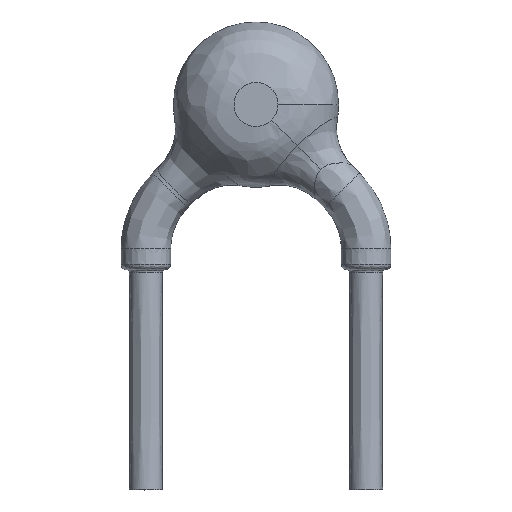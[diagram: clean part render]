
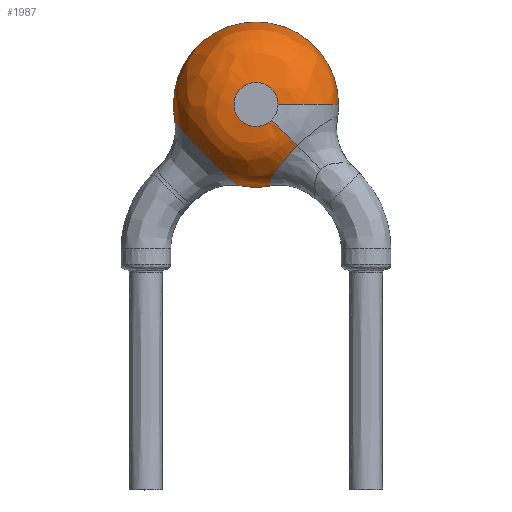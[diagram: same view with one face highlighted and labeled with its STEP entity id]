
A CAD part, top view. The second image highlights one B-rep face of the part: STEP entity #1987.
In plain terms, the highlighted free-form (B-spline) face has degree [3, 3] with [7, 4] control points.
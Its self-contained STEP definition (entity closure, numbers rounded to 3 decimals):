
#105=CARTESIAN_POINT('',(0.,3.,0.025));
#106=DIRECTION('',(0.,0.,1.));
#107=DIRECTION('',(1.,0.,0.));
#108=AXIS2_PLACEMENT_3D('',#105,#106,#107);
#151=CARTESIAN_POINT('',(-0.268,1.524,
0.025));
#156=CARTESIAN_POINT('',(0.,3.,0.025));
#157=DIRECTION('',(0.,0.,1.));
#158=DIRECTION('',(-0.179,-0.984,0.));
#159=AXIS2_PLACEMENT_3D('',#156,#157,#158);
#211=CARTESIAN_POINT('',(0.283,2.717,0.025));
#212=DIRECTION('',(0.707,0.707,0.));
#213=DIRECTION('',(0.,0.,1.));
#214=AXIS2_PLACEMENT_3D('',#211,#212,#213);
#356=CARTESIAN_POINT('',(0.752,2.248,0.902));
#357=CARTESIAN_POINT('',(0.722,2.218,0.902));
#358=CARTESIAN_POINT('',(0.665,2.159,0.898));
#359=CARTESIAN_POINT('',(0.583,2.07,0.877));
#360=CARTESIAN_POINT('',(0.51,1.984,0.844));
#361=CARTESIAN_POINT('',(0.441,1.899,0.797));
#362=CARTESIAN_POINT('',(0.379,1.815,0.733));
#363=CARTESIAN_POINT('',(0.324,1.733,0.651));
#364=CARTESIAN_POINT('',(0.284,1.665,0.557));
#365=CARTESIAN_POINT('',(0.257,1.613,0.464));
#366=CARTESIAN_POINT('',(0.243,1.576,0.374));
#367=CARTESIAN_POINT('',(0.236,1.551,0.29));
#368=CARTESIAN_POINT('',(0.237,1.534,0.213));
#369=CARTESIAN_POINT('',(0.24,1.528,0.166));
#370=CARTESIAN_POINT('',(0.243,1.526,0.143));
#375=CARTESIAN_POINT('',(0.243,1.526,0.143));
#376=CARTESIAN_POINT('',(0.244,1.525,0.131));
#377=CARTESIAN_POINT('',(0.247,1.523,0.105));
#378=CARTESIAN_POINT('',(0.253,1.522,0.066));
#379=CARTESIAN_POINT('',(0.259,1.522,0.039));
#380=CARTESIAN_POINT('',(0.262,1.523,0.025));
#385=CARTESIAN_POINT('',(-0.268,1.524,
0.025));
#386=CARTESIAN_POINT('',(-0.28,1.526,
0.072));
#387=CARTESIAN_POINT('',(-0.311,1.538,
0.163));
#388=CARTESIAN_POINT('',(-0.373,1.577,
0.288));
#389=CARTESIAN_POINT('',(-0.452,1.636,
0.402));
#390=CARTESIAN_POINT('',(-0.546,1.714,
0.497));
#391=CARTESIAN_POINT('',(-0.649,1.806,
0.569));
#392=CARTESIAN_POINT('',(-0.757,1.906,
0.617));
#393=CARTESIAN_POINT('',(-0.871,2.016,
0.641));
#394=CARTESIAN_POINT('',(-0.986,2.131,
0.641));
#395=CARTESIAN_POINT('',(-1.096,2.245,0.616));
#396=CARTESIAN_POINT('',(-1.197,2.354,0.567));
#397=CARTESIAN_POINT('',(-1.288,2.456,0.495));
#398=CARTESIAN_POINT('',(-1.366,2.55,0.399));
#399=CARTESIAN_POINT('',(-1.424,2.628,0.286));
#400=CARTESIAN_POINT('',(-1.463,2.691,0.158));
#401=CARTESIAN_POINT('',(-1.474,2.72,0.07));
#402=CARTESIAN_POINT('',(-1.476,2.732,0.025));
#407=CARTESIAN_POINT('',(0.4,3.,0.025));
#408=DIRECTION('',(0.,1.,0.));
#409=DIRECTION('',(0.,0.,1.));
#410=AXIS2_PLACEMENT_3D('',#407,#408,#409);
#415=CARTESIAN_POINT('',(0.,3.,1.125));
#416=DIRECTION('',(0.,0.,1.));
#417=DIRECTION('',(1.,0.,0.));
#418=AXIS2_PLACEMENT_3D('',#415,#416,#417);
#1267=CARTESIAN_POINT('',(0.283,2.717,1.125));
#1268=CARTESIAN_POINT('',(0.4,3.,1.125));
#1269=VERTEX_POINT('',#1267);
#1270=VERTEX_POINT('',#1268);
#1275=CARTESIAN_POINT('',(1.5,3.,0.025));
#1276=VERTEX_POINT('',#1275);
#1283=CARTESIAN_POINT('',(0.752,2.248,
0.902));
#1284=VERTEX_POINT('',#1283);
#1291=VERTEX_POINT('',#151);
#1293=VERTEX_POINT('',#402);
#1298=VERTEX_POINT('',#375);
#1299=VERTEX_POINT('',#380);
#1945=CARTESIAN_POINT('',(1.49,2.835,
-0.01));
#1946=CARTESIAN_POINT('',(1.512,2.833,0.667));
#1947=CARTESIAN_POINT('',(1.036,2.886,1.146));
#1948=CARTESIAN_POINT('',(0.363,2.96,1.124));
#1949=CARTESIAN_POINT('',(1.745,5.138,
-0.01));
#1950=CARTESIAN_POINT('',(1.769,5.168,0.667));
#1951=CARTESIAN_POINT('',(1.212,4.486,1.146));
#1952=CARTESIAN_POINT('',(0.425,3.521,1.124));
#1953=CARTESIAN_POINT('',(-0.499,5.714,
-0.01));
#1954=CARTESIAN_POINT('',(-0.506,5.752,
0.667));
#1955=CARTESIAN_POINT('',(-0.347,4.886,
1.146));
#1956=CARTESIAN_POINT('',(-0.122,3.661,
1.124));
#1957=CARTESIAN_POINT('',(-1.385,3.574,
-0.01));
#1958=CARTESIAN_POINT('',(-1.405,3.582,
0.667));
#1959=CARTESIAN_POINT('',(-0.963,3.399,
1.146));
#1960=CARTESIAN_POINT('',(-0.338,3.14,
1.124));
#1961=CARTESIAN_POINT('',(-2.272,1.434,
-0.01));
#1962=CARTESIAN_POINT('',(-2.304,1.412,
0.667));
#1963=CARTESIAN_POINT('',(-1.579,1.912,1.146));
#1964=CARTESIAN_POINT('',(-0.554,2.618,
1.124));
#1965=CARTESIAN_POINT('',(-0.278,0.255,
-0.01));
#1966=CARTESIAN_POINT('',(-0.282,0.216,
0.667));
#1967=CARTESIAN_POINT('',(-0.193,1.092,
1.146));
#1968=CARTESIAN_POINT('',(-0.068,2.331,
1.124));
#1969=CARTESIAN_POINT('',(1.17,2.062,
-0.01));
#1970=CARTESIAN_POINT('',(1.187,2.049,0.667));
#1971=CARTESIAN_POINT('',(0.813,2.348,1.146));
#1972=CARTESIAN_POINT('',(0.285,2.772,1.124));
#1973=(BOUNDED_SURFACE()B_SPLINE_SURFACE(3,3,((#1945,#1946,#1947,#1948),(#1949,
#1950,#1951,#1952),(#1953,#1954,#1955,#1956),(#1957,#1958,#1959,#1960),(#1961,
#1962,#1963,#1964),(#1965,#1966,#1967,#1968),(#1969,#1970,#1971,#1972)),
.UNSPECIFIED.,.F.,.F.,.F.)B_SPLINE_SURFACE_WITH_KNOTS((4,3,4),(4,4),(0.,1.,
2.),(0.,1.),.UNSPECIFIED.)GEOMETRIC_REPRESENTATION_ITEM()RATIONAL_B_SPLINE_SURFACE(((2.081,1.644,1.644,2.081),(
0.889,0.702,0.702,0.889),(
0.889,0.702,0.702,0.889),(
2.081,1.644,1.644,2.081),(
0.889,0.702,0.702,0.889),(
0.889,0.702,0.702,0.889),(
2.081,1.644,1.644,2.081)))REPRESENTATION_ITEM('')SURFACE());
#1974=ORIENTED_EDGE('',*,*,#1410,.T.);
#1976=ORIENTED_EDGE('',*,*,#1975,.T.);
#1978=ORIENTED_EDGE('',*,*,#1977,.T.);
#1979=ORIENTED_EDGE('',*,*,#1379,.F.);
#1980=ORIENTED_EDGE('',*,*,#1935,.T.);
#1981=ORIENTED_EDGE('',*,*,#1360,.F.);
#1982=ORIENTED_EDGE('',*,*,#1414,.F.);
#1984=ORIENTED_EDGE('',*,*,#1983,.T.);
#1985=EDGE_LOOP('',(#1974,#1976,#1978,#1979,#1980,#1981,#1982,#1984));
#1986=FACE_OUTER_BOUND('',#1985,.F.);
#1987=ADVANCED_FACE('',(#1986),#1973,.T.);
#109=CIRCLE('',#108,1.5);
#160=CIRCLE('',#159,1.5);
#215=CIRCLE('',#214,1.1);
#371=B_SPLINE_CURVE_WITH_KNOTS('',3,(#356,#357,#358,#359,#360,#361,#362,#363,
#364,#365,#366,#367,#368,#369,#370),.UNSPECIFIED.,.F.,.F.,(4,1,1,1,1,1,1,1,1,1,
1,1,4),(0.,0.083,0.167,0.25,0.333,
0.417,0.5,0.583,0.667,0.75,
0.833,0.917,1.),.UNSPECIFIED.);
#381=B_SPLINE_CURVE_WITH_KNOTS('',3,(#375,#376,#377,#378,#379,#380),
.UNSPECIFIED.,.F.,.F.,(4,1,1,4),(0.,0.333,0.667,1.),
.UNSPECIFIED.);
#403=B_SPLINE_CURVE_WITH_KNOTS('',3,(#385,#386,#387,#388,#389,#390,#391,#392,
#393,#394,#395,#396,#397,#398,#399,#400,#401,#402),.UNSPECIFIED.,.F.,.F.,(4,1,1,
1,1,1,1,1,1,1,1,1,1,1,1,4),(0.,0.067,0.133,0.2,
0.267,0.333,0.4,0.467,0.533,
0.6,0.667,0.733,0.8,0.867,
0.933,1.),.UNSPECIFIED.);
#411=CIRCLE('',#410,1.1);
#419=CIRCLE('',#418,0.4);
#1360=EDGE_CURVE('',#1276,#1293,#109,.T.);
#1379=EDGE_CURVE('',#1291,#1299,#160,.T.);
#1410=EDGE_CURVE('',#1269,#1284,#215,.T.);
#1414=EDGE_CURVE('',#1270,#1276,#411,.T.);
#1935=EDGE_CURVE('',#1291,#1293,#403,.T.);
#1975=EDGE_CURVE('',#1284,#1298,#371,.T.);
#1977=EDGE_CURVE('',#1298,#1299,#381,.T.);
#1983=EDGE_CURVE('',#1270,#1269,#419,.T.);
